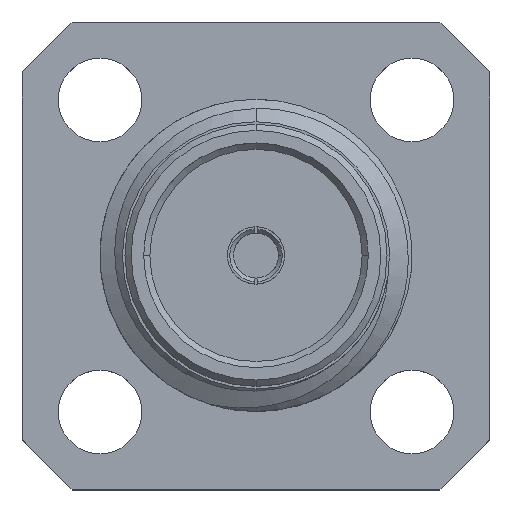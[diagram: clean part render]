
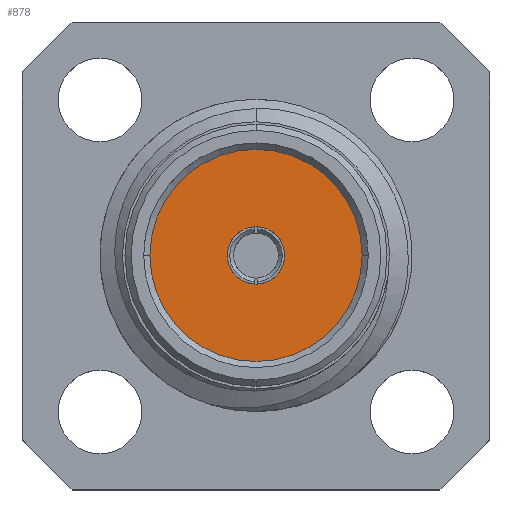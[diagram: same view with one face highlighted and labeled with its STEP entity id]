
A CAD part, top view. The second image highlights one B-rep face of the part: STEP entity #878.
In plain terms, the highlighted planar face has unit normal (0, 0, 1).
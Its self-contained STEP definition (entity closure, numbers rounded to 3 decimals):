
#185 = EDGE_LOOP ( 'NONE', ( #2046, #2843 ) ) ;
#210 = DIRECTION ( 'NONE',  ( 1., 0., 0. ) ) ;
#446 = AXIS2_PLACEMENT_3D ( 'NONE', #4229, #2234, #714 ) ;
#505 = CIRCLE ( 'NONE', #5025, 2.159 ) ;
#714 = DIRECTION ( 'NONE',  ( 1., 0., 0. ) ) ;
#878 = ADVANCED_FACE ( 'NONE', ( #3807, #1207 ), #3975, .T. ) ;
#944 = CARTESIAN_POINT ( 'NONE',  ( 2.159, 0., 5.87 ) ) ;
#1207 = FACE_OUTER_BOUND ( 'NONE', #185, .T. ) ;
#1230 = ORIENTED_EDGE ( 'NONE', *, *, #3725, .F. ) ;
#1332 = DIRECTION ( 'NONE',  ( 1., 0., 0. ) ) ;
#1357 = CIRCLE ( 'NONE', #3352, 0.584 ) ;
#1672 = VERTEX_POINT ( 'NONE', #4699 ) ;
#2016 = EDGE_CURVE ( 'NONE', #2329, #2523, #2232, .T. ) ;
#2046 = ORIENTED_EDGE ( 'NONE', *, *, #3036, .T. ) ;
#2086 = DIRECTION ( 'NONE',  ( 0., 0., 1. ) ) ;
#2226 = DIRECTION ( 'NONE',  ( 0., 0., 1. ) ) ;
#2232 = CIRCLE ( 'NONE', #3533, 2.159 ) ;
#2234 = DIRECTION ( 'NONE',  ( 0., 0., 1. ) ) ;
#2329 = VERTEX_POINT ( 'NONE', #3505 ) ;
#2519 = CARTESIAN_POINT ( 'NONE',  ( 0., 0., 5.87 ) ) ;
#2523 = VERTEX_POINT ( 'NONE', #944 ) ;
#2823 = CARTESIAN_POINT ( 'NONE',  ( 0., 0., 5.87 ) ) ;
#2843 = ORIENTED_EDGE ( 'NONE', *, *, #2016, .T. ) ;
#2856 = CIRCLE ( 'NONE', #446, 0.584 ) ;
#3036 = EDGE_CURVE ( 'NONE', #2523, #2329, #505, .T. ) ;
#3154 = EDGE_CURVE ( 'NONE', #1672, #4976, #1357, .T. ) ;
#3325 = AXIS2_PLACEMENT_3D ( 'NONE', #2823, #2226, #4936 ) ;
#3352 = AXIS2_PLACEMENT_3D ( 'NONE', #4080, #4847, #210 ) ;
#3505 = CARTESIAN_POINT ( 'NONE',  ( -2.159, 0., 5.87 ) ) ;
#3533 = AXIS2_PLACEMENT_3D ( 'NONE', #4100, #4921, #3702 ) ;
#3583 = ORIENTED_EDGE ( 'NONE', *, *, #3154, .F. ) ;
#3702 = DIRECTION ( 'NONE',  ( 1., 0., 0. ) ) ;
#3725 = EDGE_CURVE ( 'NONE', #4976, #1672, #2856, .T. ) ;
#3807 = FACE_BOUND ( 'NONE', #5047, .T. ) ;
#3975 = PLANE ( 'NONE',  #3325 ) ;
#4080 = CARTESIAN_POINT ( 'NONE',  ( 0., 0., 5.87 ) ) ;
#4100 = CARTESIAN_POINT ( 'NONE',  ( 0., 0., 5.87 ) ) ;
#4216 = CARTESIAN_POINT ( 'NONE',  ( -0.584, 0., 5.87 ) ) ;
#4229 = CARTESIAN_POINT ( 'NONE',  ( 0., 0., 5.87 ) ) ;
#4699 = CARTESIAN_POINT ( 'NONE',  ( 0.584, 0., 5.87 ) ) ;
#4847 = DIRECTION ( 'NONE',  ( 0., 0., 1. ) ) ;
#4921 = DIRECTION ( 'NONE',  ( 0., 0., 1. ) ) ;
#4936 = DIRECTION ( 'NONE',  ( 1., 0., 0. ) ) ;
#4976 = VERTEX_POINT ( 'NONE', #4216 ) ;
#5025 = AXIS2_PLACEMENT_3D ( 'NONE', #2519, #2086, #1332 ) ;
#5047 = EDGE_LOOP ( 'NONE', ( #3583, #1230 ) ) ;
